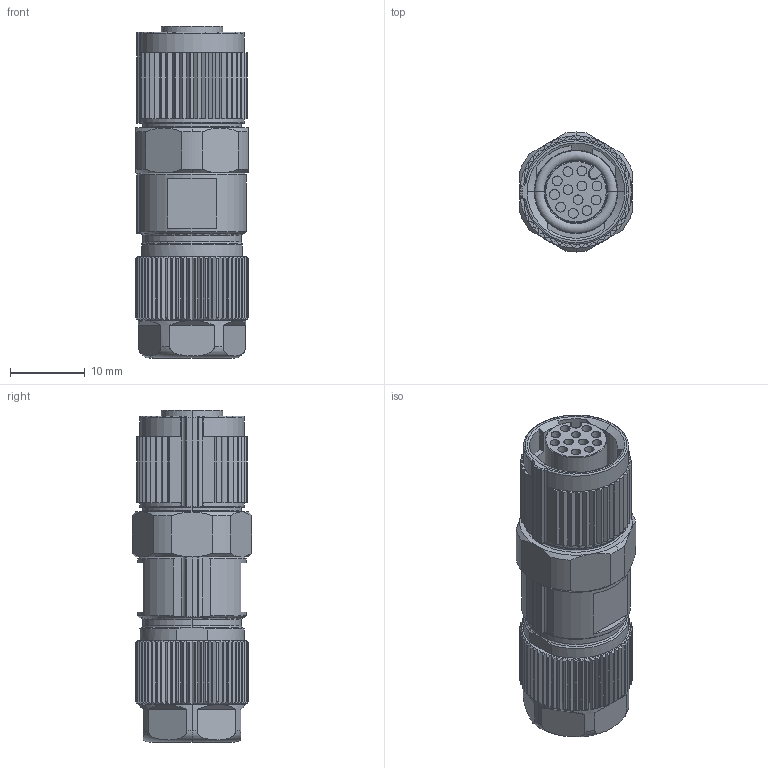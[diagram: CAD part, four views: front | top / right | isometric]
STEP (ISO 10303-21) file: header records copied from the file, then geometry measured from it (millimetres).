
FILE_DESCRIPTION(('HOOPS Exchange Step'),'2;1');
FILE_NAME('export-15FBD06B-0B8A-4C11-9BBE-952C1E675B47.stp','2021-02-08T10:31:12+01:00',('Engineering'),('Alibre'),'HOOPS Exchange 2020.1','Alibre','Unknown authorisation');
FILE_SCHEMA( ('AP242_MANAGED_MODEL_BASED_3D_ENGINEERING_MIM_LF {1 0 10303 442 1 1 4 }') );
Length unit declared in the file: millimetre
Products named in the file (1): 5467 M12 12 Pole FEMALE Shielded (Piercecon® quick connect)
Bounding box: 15 x 16 x 44.27 mm (x, y, z)
Volume: 6613.1 mm3; surface area: 3529 mm2
Topology: 1 solids, 1 shells, 634 faces, 1740 edges, 1134 vertices
Faces by surface type: plane 284, cylinder 213, cone 93, torus 32, sphere 8, bspline 4
Entity records: 22537 total; most frequent: CARTESIAN_POINT 6743, ORIENTED_EDGE 3480, DIRECTION 3295, EDGE_CURVE 1740, AXIS2_PLACEMENT_3D 1238, VERTEX_POINT 1134, VECTOR 819, LINE 819
